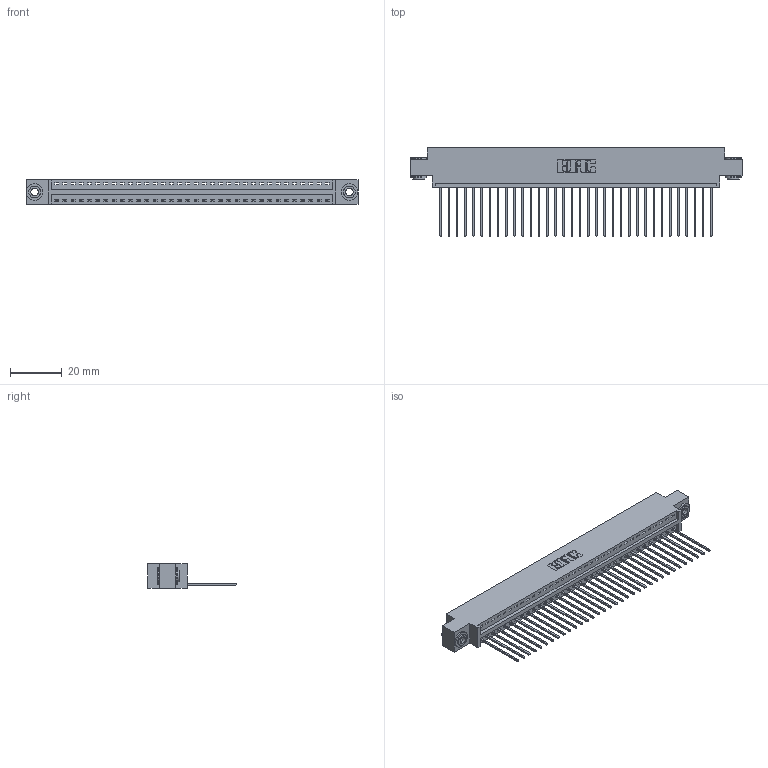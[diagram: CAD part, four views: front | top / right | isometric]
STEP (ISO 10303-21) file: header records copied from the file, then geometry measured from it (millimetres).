
FILE_DESCRIPTION (( 'STEP AP203' ), '1' );
FILE_NAME ('346-034-541-603.STEP', '2018-08-23T22:47:34', ( '' ), ( '' ), 'SwSTEP 2.0', 'SolidWorks 2016', '' );
FILE_SCHEMA (( 'CONFIG_CONTROL_DESIGN' ));
Length unit declared in the file: inch
Products named in the file (4): 346-034-541-603; 346 Part_0.170 Offset - 0.156 Dia-TH; 345-292-001_345-293-141; 345-250-002_345-250-002-102
Assembly tree (37 placements, depth 2):
  346-034-541-603
    346 Part_0.170 Offset - 0.156 Dia-TH
    345-292-001_345-293-141  x34
    345-250-002_345-250-002-102  x2
Bounding box: 128.52 x 34.29 x 9.4 mm (x, y, z)
Volume: 12224.5 mm3; surface area: 16242.4 mm2
Topology: 37 solids, 37 shells, 2136 faces, 6401 edges, 4218 vertices
Faces by surface type: plane 1450, cylinder 678, cone 8
Entity records: 22978 total; most frequent: CARTESIAN_POINT 3921, ORIENTED_EDGE 3882, DIRECTION 3499, EDGE_CURVE 1941, LINE 1649, VECTOR 1649, VERTEX_POINT 1290, AXIS2_PLACEMENT_3D 925
